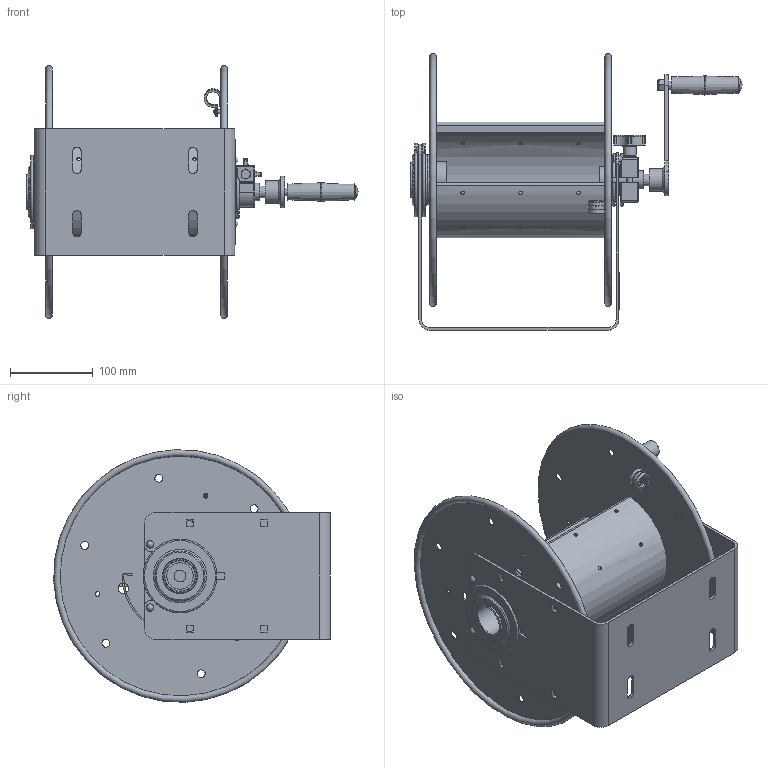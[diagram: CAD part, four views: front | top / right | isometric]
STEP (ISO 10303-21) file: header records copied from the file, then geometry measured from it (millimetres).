
FILE_DESCRIPTION(/* description */ (''),/* implementation_level */ '2;1');
FILE_NAME(/* name */ '112Y-8_SHARED.stp',/* time_stamp */ '2020-04-02T11:45:03-07:00',/* author */ ('NMelton'),/* organization */ (''),/* preprocessor_version */ 'ST-DEVELOPER v17',/* originating_system */ 'Autodesk Inventor 2019',/* authorisation */ '');
FILE_SCHEMA (('AUTOMOTIVE_DESIGN { 1 0 10303 214 3 1 1 }'));
Length unit declared in the file: inch
Products named in the file (1): 112Y-8_SHARED
Bounding box: 400.38 x 333.51 x 304.57 mm (x, y, z)
Surface area: 728712 mm2 (no closed solid volume)
Topology: 0 solids, 44 shells, 1005 faces, 3662 edges, 2553 vertices
Faces by surface type: plane 413, bspline 280, cylinder 213, torus 46, sphere 27, cone 26
Full cylindrical faces by diameter (mm): 2.54 x1, 3.048 x1, 3.962 x1, 4.826 x1, 5.182 x1, 5.563 x5, 6.477 x1, 6.604 x1, 8.839 x4, 9.271 x1, 9.525 x12, 12.192 x1, 12.7 x7, 14.3 x1, 15.875 x2, 21.59 x1, 27.051 x1, 28.448 x1, 31.75 x1, 36.525 x1, 41.199 x1, 41.402 x1, 44.45 x1, 60.325 x1
Entity records: 43868 total; most frequent: CARTESIAN_POINT 14570, ORIENTED_EDGE 5877, DIRECTION 4697, EDGE_CURVE 3640, VERTEX_POINT 2553, LINE 1913, VECTOR 1913, AXIS2_PLACEMENT_3D 1392
